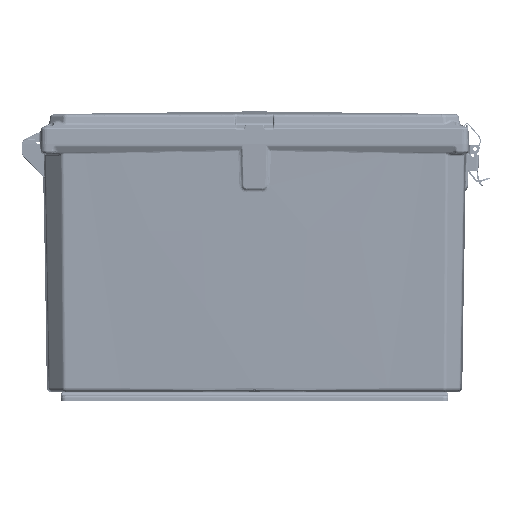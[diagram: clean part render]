
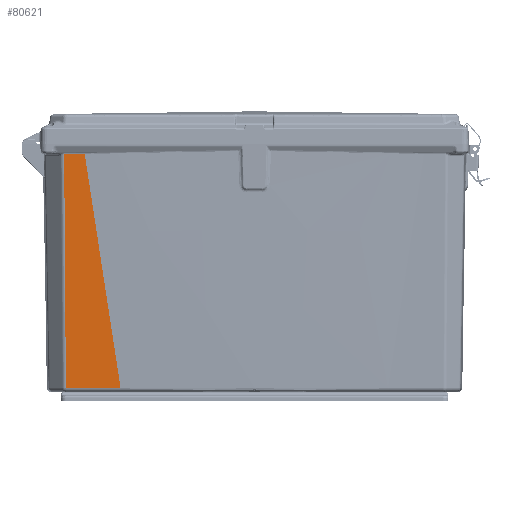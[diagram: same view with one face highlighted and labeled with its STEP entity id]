
A CAD part, front view. The second image highlights one B-rep face of the part: STEP entity #80621.
In plain terms, the highlighted face is planar.
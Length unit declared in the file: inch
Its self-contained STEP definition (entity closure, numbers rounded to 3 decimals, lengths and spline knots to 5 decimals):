
#769 = B_SPLINE_CURVE_WITH_KNOTS ( 'NONE', 3,
 ( #5537, #59517, #177500, #145916 ),
 .UNSPECIFIED., .F., .F.,
 ( 4, 4 ),
 ( 0., 1. ),
 .UNSPECIFIED. ) ;
#3257 = ORIENTED_EDGE ( 'NONE', *, *, #63273, .T. ) ;
#5537 = CARTESIAN_POINT ( 'NONE',  ( -0.5738, -9.28998, 7.51403 ) ) ;
#15934 = CARTESIAN_POINT ( 'NONE',  ( -9.78314, -9.12923, 5.29072 ) ) ;
#18346 = LINE ( 'NONE', #166674, #185019 ) ;
#20254 = VERTEX_POINT ( 'NONE', #162015 ) ;
#28318 = CARTESIAN_POINT ( 'NONE',  ( -0.5738, -9.28998, 8.96206 ) ) ;
#33731 = EDGE_CURVE ( 'NONE', #41974, #20254, #119733, .T. ) ;
#41974 = VERTEX_POINT ( 'NONE', #105719 ) ;
#42003 = ORIENTED_EDGE ( 'NONE', *, *, #33731, .T. ) ;
#46374 = AXIS2_PLACEMENT_3D ( 'NONE', #166817, #63875, #81211 ) ;
#46626 = PLANE ( 'NONE',  #46374 ) ;
#50538 = LINE ( 'NONE', #28318, #131090 ) ;
#54631 = ORIENTED_EDGE ( 'NONE', *, *, #124949, .T. ) ;
#59102 = ORIENTED_EDGE ( 'NONE', *, *, #199823, .F. ) ;
#59517 = CARTESIAN_POINT ( 'NONE',  ( -3.64358, -9.2364, 7.49183 ) ) ;
#63273 = EDGE_CURVE ( 'NONE', #20254, #142511, #50538, .T. ) ;
#63875 = DIRECTION ( 'NONE',  ( -0.017, -1., 0. ) ) ;
#65992 = DIRECTION ( 'NONE',  ( 0., 0., 1. ) ) ;
#70968 = VERTEX_POINT ( 'NONE', #185442 ) ;
#80621 = ADVANCED_FACE ( 'NONE', ( #202077 ), #46626, .T. ) ;
#81211 = DIRECTION ( 'NONE',  ( 1., -0.017, 0. ) ) ;
#100868 = CARTESIAN_POINT ( 'NONE',  ( -0.5738, -9.28998, 6.70255 ) ) ;
#105719 = CARTESIAN_POINT ( 'NONE',  ( -9.78314, -9.12923, 5.29072 ) ) ;
#111255 = EDGE_LOOP ( 'NONE', ( #42003, #3257, #54631, #59102 ) ) ;
#116628 = CARTESIAN_POINT ( 'NONE',  ( -7.07492, -9.17651, 5.70568 ) ) ;
#119733 = B_SPLINE_CURVE_WITH_KNOTS ( 'NONE', 3,
 ( #15934, #116628, #151965, #100868 ),
 .UNSPECIFIED., .F., .F.,
 ( 4, 4 ),
 ( 0., 1. ),
 .UNSPECIFIED. ) ;
#124949 = EDGE_CURVE ( 'NONE', #142511, #70968, #769, .T. ) ;
#128572 = CARTESIAN_POINT ( 'NONE',  ( -0.5738, -9.28998, 7.51403 ) ) ;
#131090 = VECTOR ( 'NONE', #134931, 39.37008 ) ;
#134931 = DIRECTION ( 'NONE',  ( 0., 0., 1. ) ) ;
#142511 = VERTEX_POINT ( 'NONE', #128572 ) ;
#145916 = CARTESIAN_POINT ( 'NONE',  ( -9.78314, -9.12923, 7.44744 ) ) ;
#151965 = CARTESIAN_POINT ( 'NONE',  ( -4.00514, -9.23009, 6.17629 ) ) ;
#162015 = CARTESIAN_POINT ( 'NONE',  ( -0.5738, -9.28998, 6.70255 ) ) ;
#166674 = CARTESIAN_POINT ( 'NONE',  ( -9.78314, -9.12923, -7.57457 ) ) ;
#166817 = CARTESIAN_POINT ( 'NONE',  ( 0., -9.3, 8.96206 ) ) ;
#177500 = CARTESIAN_POINT ( 'NONE',  ( -6.71336, -9.18282, 7.46964 ) ) ;
#185019 = VECTOR ( 'NONE', #65992, 39.37008 ) ;
#185442 = CARTESIAN_POINT ( 'NONE',  ( -9.78314, -9.12923, 7.44744 ) ) ;
#199823 = EDGE_CURVE ( 'NONE', #41974, #70968, #18346, .T. ) ;
#202077 = FACE_OUTER_BOUND ( 'NONE', #111255, .T. ) ;
